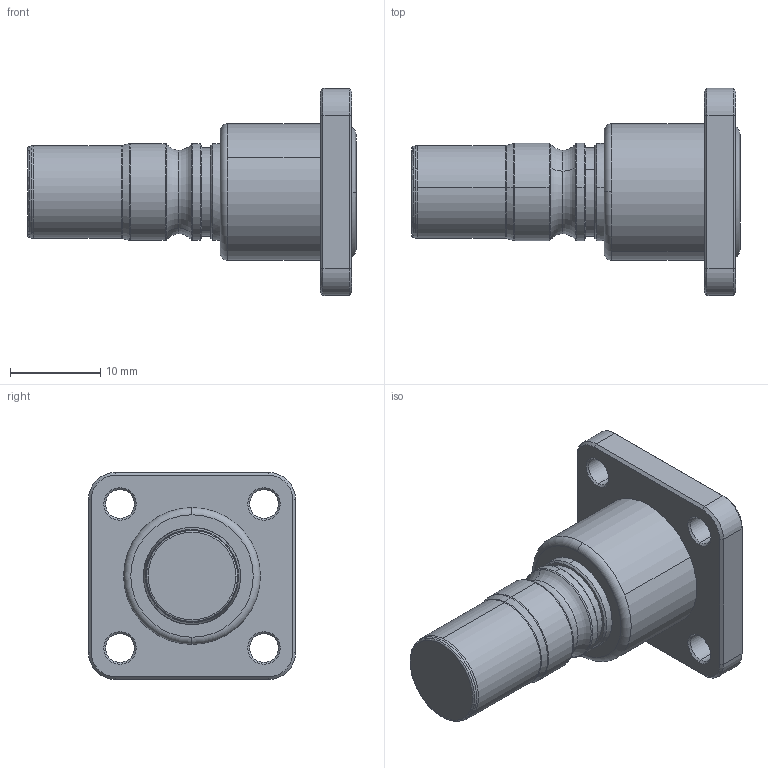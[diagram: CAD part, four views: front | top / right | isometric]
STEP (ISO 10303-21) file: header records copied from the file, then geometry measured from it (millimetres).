
FILE_DESCRIPTION (( 'STEP AP203' ), '1' );
FILE_NAME ('TPP 05P F1616-BR.STEP', '2025-01-21T00:57:12', ( 'Windows 蚚誧' ), ( '' ), 'SwSTEP 2.0', 'SolidWorks 2023', '' );
FILE_SCHEMA (( 'CONFIG_CONTROL_DESIGN' ));
Length unit declared in the file: millimetre
Products named in the file (1): TPP 05P F1616-BR
Bounding box: 36.5 x 23 x 23 mm (x, y, z)
Volume: 5543 mm3; surface area: 2632.9 mm2
Topology: 1 solids, 1 shells, 97 faces, 230 edges, 140 vertices
Faces by surface type: cone 32, cylinder 24, plane 19, torus 18, bspline 4
Entity records: 4596 total; most frequent: CARTESIAN_POINT 2197, DIRECTION 544, ORIENTED_EDGE 460, AXIS2_PLACEMENT_3D 230, EDGE_CURVE 230, VERTEX_POINT 140, CIRCLE 136, EDGE_LOOP 110
